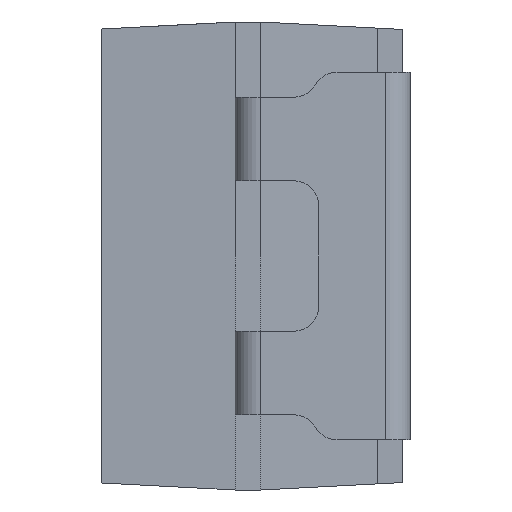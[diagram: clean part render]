
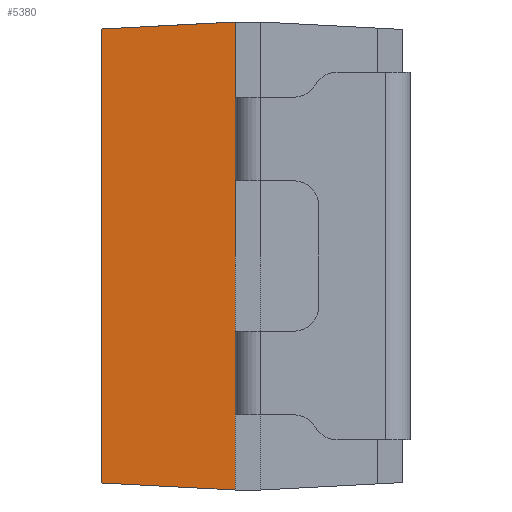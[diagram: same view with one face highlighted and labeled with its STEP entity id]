
A CAD part, left-side view. The second image highlights one B-rep face of the part: STEP entity #5380.
In plain terms, the highlighted face is planar.
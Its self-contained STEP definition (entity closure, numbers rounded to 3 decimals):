
#2430=CARTESIAN_POINT('',(-1.4,0.,1.6));
#2440=VERTEX_POINT('',#2430);
#4760=CARTESIAN_POINT('',(1.4,0.,1.6));
#4770=VERTEX_POINT('',#4760);
#4960=CARTESIAN_POINT('',(-1.4,0.,1.6));
#4970=DIRECTION('',(1.,0.,0.));
#4980=VECTOR('',#4970,2.8);
#4990=LINE('',#4960,#4980);
#5000=EDGE_CURVE('',#2440,#4770,#4990,.T.);
#5080=CARTESIAN_POINT('',(-1.4,0.8,1.558));
#5090=DIRECTION('',(-0.,0.052,0.999));
#5100=DIRECTION('',(0.,-0.999,0.052));
#5110=AXIS2_PLACEMENT_3D('',#5080,#5090,#5100);
#5120=PLANE('',#5110);
#5130=CARTESIAN_POINT('',(-1.358,0.8,1.558));
#5140=DIRECTION('',(1.,0.,0.));
#5150=VECTOR('',#5140,2.716);
#5160=LINE('',#5130,#5150);
#5170=CARTESIAN_POINT('',(-1.358,0.8,1.558));
#5180=VERTEX_POINT('',#5170);
#5190=CARTESIAN_POINT('',(1.358,0.8,1.558));
#5200=VERTEX_POINT('',#5190);
#5210=EDGE_CURVE('',#5180,#5200,#5160,.T.);
#5220=ORIENTED_EDGE('',*,*,#5210,.F.);
#5230=CARTESIAN_POINT('',(1.358,0.8,1.558));
#5240=DIRECTION('',(0.052,-0.997,
0.052));
#5250=VECTOR('',#5240,0.802);
#5260=LINE('',#5230,#5250);
#5270=EDGE_CURVE('',#5200,#4770,#5260,.T.);
#5280=ORIENTED_EDGE('',*,*,#5270,.F.);
#5290=ORIENTED_EDGE('',*,*,#5000,.T.);
#5300=CARTESIAN_POINT('',(-1.358,0.8,1.558));
#5310=DIRECTION('',(-0.052,-0.997,
0.052));
#5320=VECTOR('',#5310,0.802);
#5330=LINE('',#5300,#5320);
#5340=EDGE_CURVE('',#5180,#2440,#5330,.T.);
#5350=ORIENTED_EDGE('',*,*,#5340,.T.);
#5360=EDGE_LOOP('',(#5350,#5290,#5280,#5220));
#5370=FACE_OUTER_BOUND('',#5360,.T.);
#5380=ADVANCED_FACE('',(#5370),#5120,.T.);
